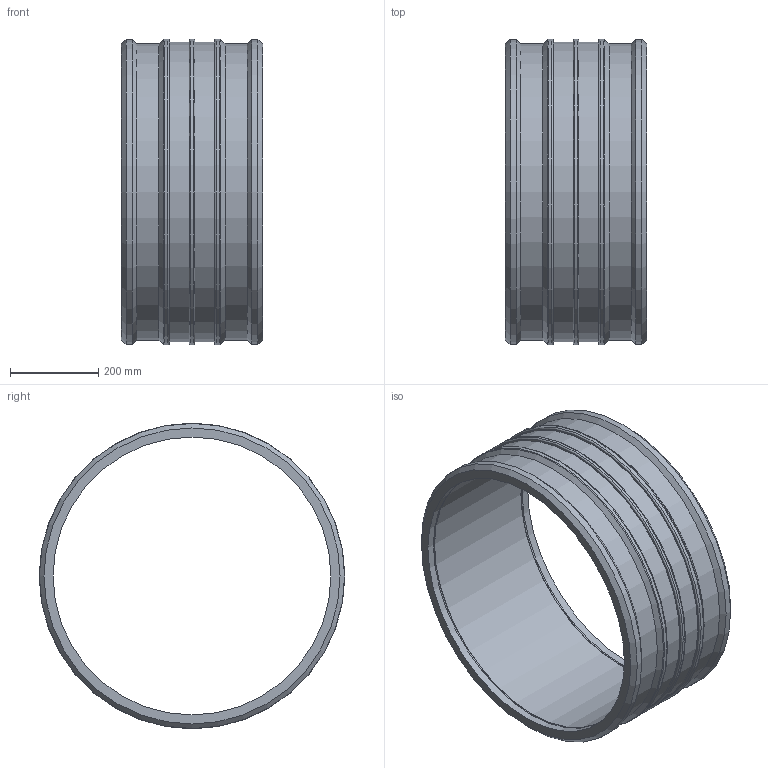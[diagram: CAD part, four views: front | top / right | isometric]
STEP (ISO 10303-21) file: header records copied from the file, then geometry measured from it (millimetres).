
FILE_DESCRIPTION(/* description */ ('PLASSON SUPER LIGHTFIT 630 MM'),/* implementation_level */ '2;1');
FILE_NAME(/* name */ '4601S3630.ipt.stp',/* time_stamp */ '2018-02-11T14:51:26+02:00',/* author */ ('KIM'),/* organization */ (''),/* preprocessor_version */ 'ST-DEVELOPER v15.6',/* originating_system */ 'Autodesk Inventor 2015',/* authorisation */ '');
FILE_SCHEMA (('AUTOMOTIVE_DESIGN { 1 0 10303 214 3 1 1 }'));
Length unit declared in the file: millimetre
Products named in the file (1): 4601S3630
Bounding box: 320 x 693 x 693 mm (x, y, z)
Volume: 16455874.3 mm3; surface area: 1507999.6 mm2
Topology: 1 solids, 1 shells, 46 faces, 92 edges, 58 vertices
Faces by surface type: cylinder 18, plane 14, cone 8, torus 6
Full cylindrical faces by diameter (mm): 4 x2, 10 x2, 15 x2, 630 x3, 671.24 x2, 679.14 x2, 693 x3
Entity records: 1062 total; most frequent: CARTESIAN_POINT 237, DIRECTION 182, ORIENTED_EDGE 104, AXIS2_PLACEMENT_3D 91, EDGE_LOOP 88, EDGE_CURVE 52, VERTEX_POINT 48, FACE_OUTER_BOUND 46
